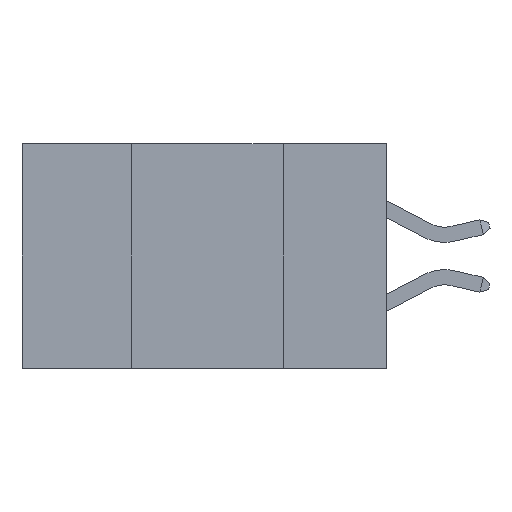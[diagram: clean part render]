
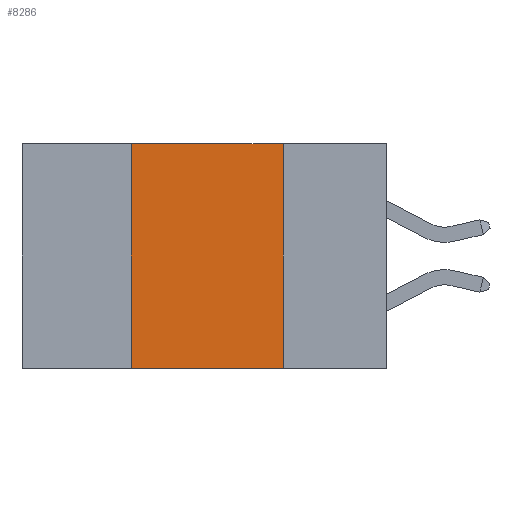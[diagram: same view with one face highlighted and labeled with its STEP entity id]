
A CAD part, left-side view. The second image highlights one B-rep face of the part: STEP entity #8286.
In plain terms, the highlighted planar face has unit normal (-1, 0, 0).
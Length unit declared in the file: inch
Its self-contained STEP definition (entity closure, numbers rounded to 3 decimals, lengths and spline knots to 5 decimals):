
#282 = VERTEX_POINT ( 'NONE', #6253 ) ;
#395 = FACE_OUTER_BOUND ( 'NONE', #15030, .T. ) ;
#973 = VECTOR ( 'NONE', #1602, 39.37008 ) ;
#1602 = DIRECTION ( 'NONE',  ( 0., 0., -1. ) ) ;
#2049 = CARTESIAN_POINT ( 'NONE',  ( 0., 0.42, 0. ) ) ;
#2217 = VERTEX_POINT ( 'NONE', #12901 ) ;
#2490 = CARTESIAN_POINT ( 'NONE',  ( 0., 0.6, 0. ) ) ;
#2558 = VECTOR ( 'NONE', #4955, 39.37008 ) ;
#2903 = EDGE_CURVE ( 'NONE', #282, #5202, #14136, .T. ) ;
#3322 = EDGE_CURVE ( 'NONE', #2217, #14245, #8164, .T. ) ;
#3683 = DIRECTION ( 'NONE',  ( 1., 0., 0. ) ) ;
#4540 = VECTOR ( 'NONE', #6111, 39.37008 ) ;
#4955 = DIRECTION ( 'NONE',  ( 0., -1., 0. ) ) ;
#4986 = CARTESIAN_POINT ( 'NONE',  ( 0., 0.6, 0. ) ) ;
#5202 = VERTEX_POINT ( 'NONE', #7396 ) ;
#5661 = CARTESIAN_POINT ( 'NONE',  ( 0., 0.6, -0.37 ) ) ;
#6111 = DIRECTION ( 'NONE',  ( 0., 0., 1. ) ) ;
#6253 = CARTESIAN_POINT ( 'NONE',  ( 0., 0.17, 0. ) ) ;
#7017 = DIRECTION ( 'NONE',  ( 0., -1., 0. ) ) ;
#7396 = CARTESIAN_POINT ( 'NONE',  ( 0., 0.17, -0.37 ) ) ;
#7438 = EDGE_CURVE ( 'NONE', #14245, #282, #15232, .T. ) ;
#7873 = EDGE_CURVE ( 'NONE', #2217, #5202, #14878, .T. ) ;
#8164 = LINE ( 'NONE', #2049, #4540 ) ;
#8286 = ADVANCED_FACE ( 'NONE', ( #395 ), #9662, .F. ) ;
#9662 = PLANE ( 'NONE',  #14672 ) ;
#9814 = ORIENTED_EDGE ( 'NONE', *, *, #3322, .F. ) ;
#10602 = CARTESIAN_POINT ( 'NONE',  ( 0., 0.17, 0. ) ) ;
#11937 = CARTESIAN_POINT ( 'NONE',  ( 0., 0.42, 0. ) ) ;
#12001 = ORIENTED_EDGE ( 'NONE', *, *, #7438, .F. ) ;
#12062 = ORIENTED_EDGE ( 'NONE', *, *, #2903, .F. ) ;
#12118 = DIRECTION ( 'NONE',  ( 0., 0., -1. ) ) ;
#12148 = VECTOR ( 'NONE', #7017, 39.37008 ) ;
#12761 = ORIENTED_EDGE ( 'NONE', *, *, #7873, .T. ) ;
#12901 = CARTESIAN_POINT ( 'NONE',  ( 0., 0.42, -0.37 ) ) ;
#14136 = LINE ( 'NONE', #10602, #973 ) ;
#14245 = VERTEX_POINT ( 'NONE', #11937 ) ;
#14672 = AXIS2_PLACEMENT_3D ( 'NONE', #2490, #3683, #12118 ) ;
#14878 = LINE ( 'NONE', #5661, #12148 ) ;
#15030 = EDGE_LOOP ( 'NONE', ( #12062, #12001, #9814, #12761 ) ) ;
#15232 = LINE ( 'NONE', #4986, #2558 ) ;
